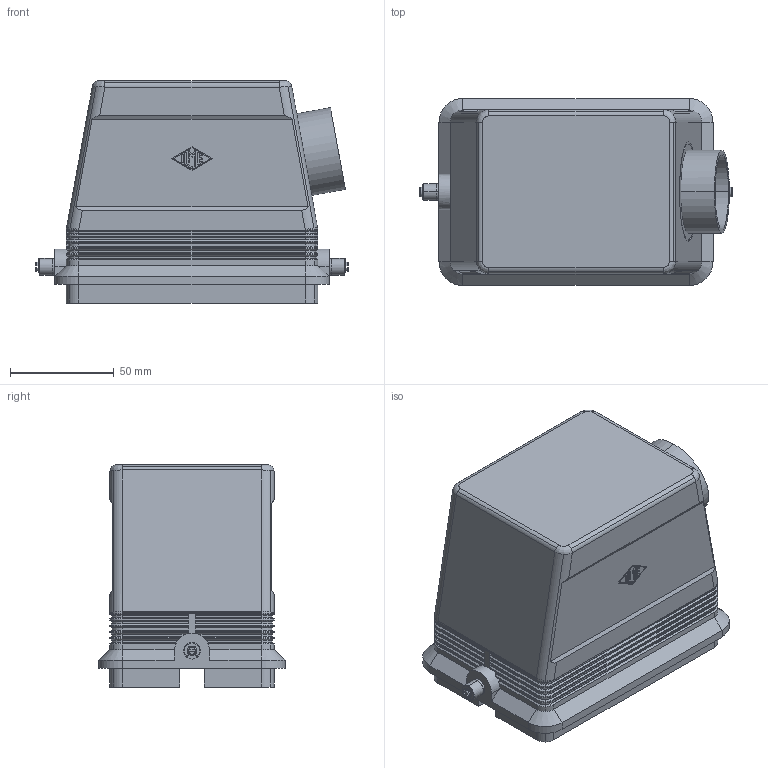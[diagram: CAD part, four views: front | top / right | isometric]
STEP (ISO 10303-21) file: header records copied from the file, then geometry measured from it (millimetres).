
FILE_DESCRIPTION((''),'2;1');
FILE_NAME('CHO 48 L29.stp','2007-01-02T15:39:16',('CADmaster'),(''),'Autodesk Inventor 7','Autodesk Inventor 7','');
FILE_SCHEMA(('AUTOMOTIVE_DESIGN { 1 0 10303 214 1 1 1 1 }'));
Length unit declared in the file: millimetre
Products named in the file (1): CH_MH Tüllengehäuse Verschluss für 1 Bügel  104_62 Teil 1
Bounding box: 150.5 x 90 x 107 mm (x, y, z)
Volume: 243522 mm3; surface area: 101313 mm2
Topology: 1 solids, 1 shells, 683 faces, 1766 edges, 1096 vertices
Faces by surface type: plane 241, cylinder 187, bspline 143, cone 96, torus 12, sphere 4
Entity records: 21970 total; most frequent: CARTESIAN_POINT 5301, ORIENTED_EDGE 3508, DIRECTION 3504, EDGE_CURVE 1754, AXIS2_PLACEMENT_3D 1221, VERTEX_POINT 1096, VECTOR 1062, LINE 1062
